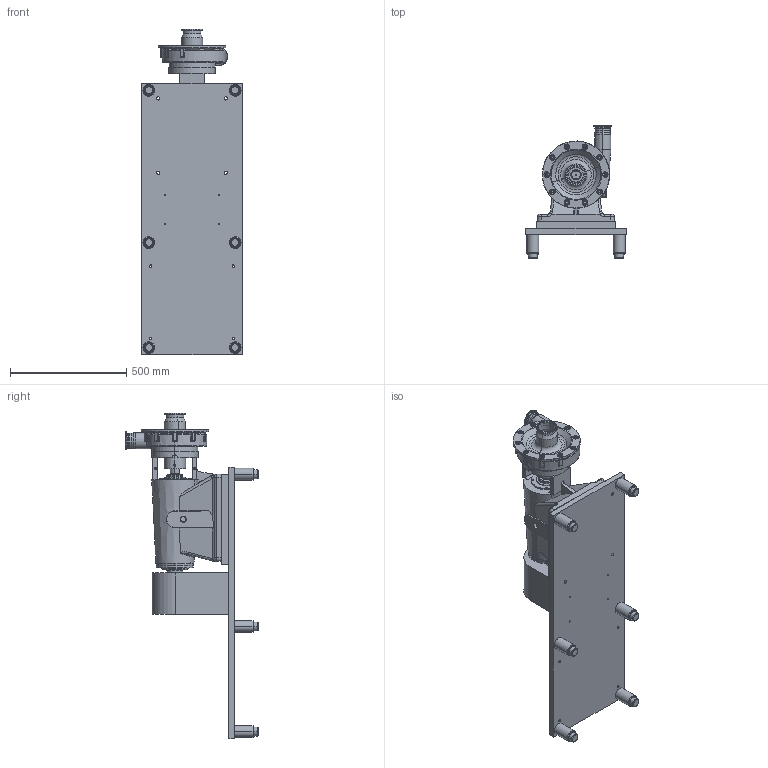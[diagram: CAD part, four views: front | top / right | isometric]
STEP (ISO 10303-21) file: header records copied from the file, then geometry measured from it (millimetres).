
FILE_DESCRIPTION (( 'STEP AP214' ), '1' );
FILE_NAME ('FPHP 3542 3 X 2.5 CLAMP 365TS ADJ LEGS.STEP', '2023-11-01T18:47:21', ( '' ), ( '' ), 'SwSTEP 2.0', 'SolidWorks 2023', '' );
FILE_SCHEMA (( 'AUTOMOTIVE_DESIGN' ));
Length unit declared in the file: millimetre
Products named in the file (6): 1713000960 Flat Plate; 1275000137; 1713000960 Adjustable Legs_small leg; FPHP 3542 3 X 2.5 CLAMP 365TS ADJ LEGS; 1165000028; 1235000034
Assembly tree (10 placements, depth 2):
  FPHP 3542 3 X 2.5 CLAMP 365TS ADJ LEGS
    1713000960 Flat Plate
    1713000960 Adjustable Legs_small leg  x6
    1165000028
    1235000034
    1275000137
Bounding box: 431.8 x 569.95 x 1400.5 mm (x, y, z)
Volume: 23383418.5 mm3; surface area: 2993657.5 mm2
Topology: 9 solids, 33 shells, 818 faces, 2181 edges, 1395 vertices
Faces by surface type: cylinder 355, plane 190, torus 103, cone 93, bspline 62, sphere 15
Entity records: 29320 total; most frequent: CARTESIAN_POINT 9872, DIRECTION 4273, ORIENTED_EDGE 3749, EDGE_CURVE 2069, AXIS2_PLACEMENT_3D 1755, VERTEX_POINT 1330, CIRCLE 1040, EDGE_LOOP 916
